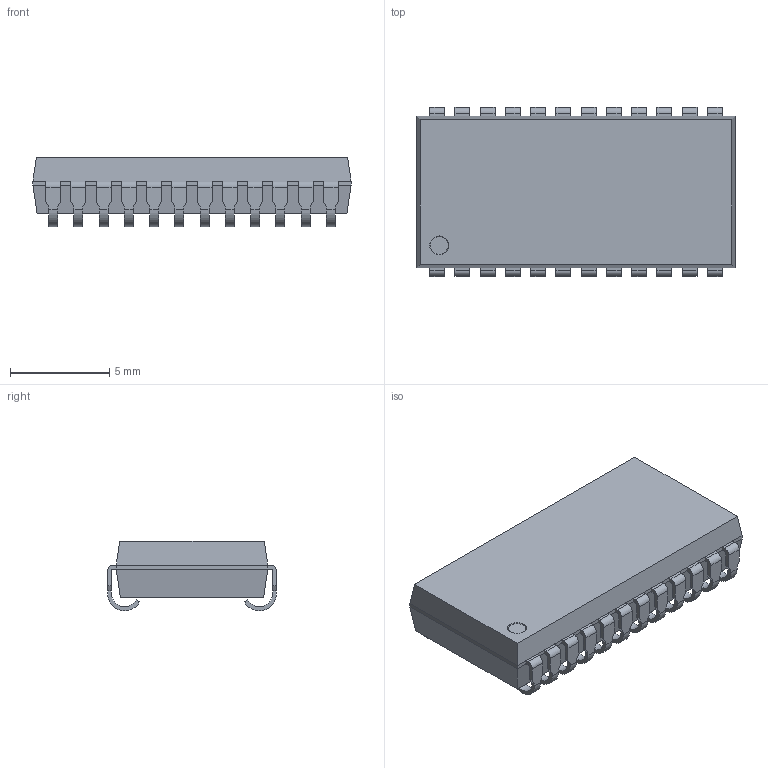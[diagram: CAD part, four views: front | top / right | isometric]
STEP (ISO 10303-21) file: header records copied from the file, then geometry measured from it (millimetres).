
FILE_DESCRIPTION(('STEP AP214'), '1');
FILE_NAME('MS-023', '2021-05-03T11:00:09', ('AF'), (''), 'UNSPECIFIED', 'UNSPECIFIED', '');
FILE_SCHEMA(('AUTOMOTIVE_DESIGN { 1 0 10303 214 3 1 1}'));
Length unit declared in the file: millimetre
Assembly tree (12 placements, depth 2):
  (unnamed)
    (unnamed)  x12
Bounding box: 16 x 8.5 x 3.5 mm (x, y, z)
Volume: 346.4 mm3; surface area: 509.6 mm2
Topology: 25 solids, 25 shells, 400 faces, 1135 edges, 810 vertices
Faces by surface type: plane 303, cylinder 96, cone 1
Entity records: 2906 total; most frequent: DIRECTION 398, CARTESIAN_POINT 345, ORIENTED_EDGE 228, LINE 144, VECTOR 144, AXIS2_PLACEMENT_3D 127, EDGE_CURVE 114, COMPOSITE_CURVE_SEGMENT 96
